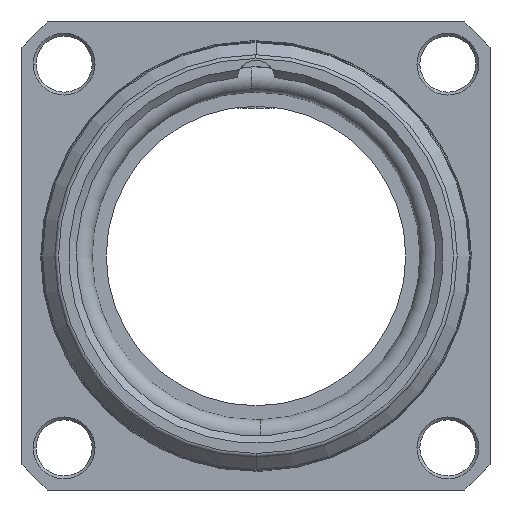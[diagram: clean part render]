
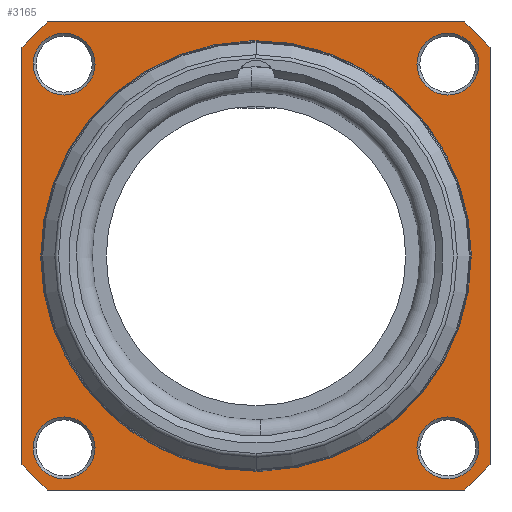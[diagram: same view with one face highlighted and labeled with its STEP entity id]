
A CAD part, front view. The second image highlights one B-rep face of the part: STEP entity #3165.
In plain terms, the highlighted planar face has unit normal (0, -1, 0).
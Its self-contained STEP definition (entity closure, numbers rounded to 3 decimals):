
#814=CARTESIAN_POINT('',(0.,10.7,0.));
#815=DIRECTION('',(0.,1.,0.));
#816=DIRECTION('',(0.,0.,-1.));
#817=AXIS2_PLACEMENT_3D('',#814,#815,#816);
#828=CARTESIAN_POINT('',(0.,10.7,0.));
#829=DIRECTION('',(0.,1.,0.));
#830=DIRECTION('',(0.,0.,1.));
#831=AXIS2_PLACEMENT_3D('',#828,#829,#830);
#837=CARTESIAN_POINT('',(0.,10.7,0.));
#838=DIRECTION('',(0.,1.,0.));
#839=DIRECTION('',(0.666,0.,0.746));
#840=AXIS2_PLACEMENT_3D('',#837,#838,#839);
#842=DIRECTION('',(0.,0.,-1.));
#843=VECTOR('',#842,22.299);
#844=CARTESIAN_POINT('',(12.5,10.7,11.15));
#845=LINE('',#844,#843);
#846=CARTESIAN_POINT('',(0.,10.7,0.));
#847=DIRECTION('',(0.,1.,0.));
#848=DIRECTION('',(0.746,0.,-0.666));
#849=AXIS2_PLACEMENT_3D('',#846,#847,#848);
#851=DIRECTION('',(-1.,0.,0.));
#852=VECTOR('',#851,22.299);
#853=CARTESIAN_POINT('',(11.15,10.7,-12.5));
#854=LINE('',#853,#852);
#855=CARTESIAN_POINT('',(0.,10.7,0.));
#856=DIRECTION('',(0.,1.,0.));
#857=DIRECTION('',(-0.666,0.,-0.746));
#858=AXIS2_PLACEMENT_3D('',#855,#856,#857);
#860=DIRECTION('',(0.,0.,1.));
#861=VECTOR('',#860,22.299);
#862=CARTESIAN_POINT('',(-12.5,10.7,-11.15));
#863=LINE('',#862,#861);
#864=CARTESIAN_POINT('',(0.,10.7,0.));
#865=DIRECTION('',(0.,1.,0.));
#866=DIRECTION('',(-0.746,0.,0.666));
#867=AXIS2_PLACEMENT_3D('',#864,#865,#866);
#869=DIRECTION('',(1.,0.,0.));
#870=VECTOR('',#869,22.299);
#871=CARTESIAN_POINT('',(-11.15,10.7,12.5));
#872=LINE('',#871,#870);
#873=CARTESIAN_POINT('',(-10.25,10.7,-10.25));
#874=DIRECTION('',(0.,1.,0.));
#875=DIRECTION('',(-1.,0.,0.));
#876=AXIS2_PLACEMENT_3D('',#873,#874,#875);
#878=CARTESIAN_POINT('',(-10.25,10.7,-10.25));
#879=DIRECTION('',(0.,1.,0.));
#880=DIRECTION('',(1.,0.,0.));
#881=AXIS2_PLACEMENT_3D('',#878,#879,#880);
#883=CARTESIAN_POINT('',(-10.25,10.7,10.25));
#884=DIRECTION('',(0.,1.,0.));
#885=DIRECTION('',(-1.,0.,0.));
#886=AXIS2_PLACEMENT_3D('',#883,#884,#885);
#888=CARTESIAN_POINT('',(-10.25,10.7,10.25));
#889=DIRECTION('',(0.,1.,0.));
#890=DIRECTION('',(1.,0.,0.));
#891=AXIS2_PLACEMENT_3D('',#888,#889,#890);
#893=CARTESIAN_POINT('',(10.25,10.7,10.25));
#894=DIRECTION('',(0.,1.,0.));
#895=DIRECTION('',(-1.,0.,0.));
#896=AXIS2_PLACEMENT_3D('',#893,#894,#895);
#898=CARTESIAN_POINT('',(10.25,10.7,10.25));
#899=DIRECTION('',(0.,1.,0.));
#900=DIRECTION('',(1.,0.,0.));
#901=AXIS2_PLACEMENT_3D('',#898,#899,#900);
#903=CARTESIAN_POINT('',(10.25,10.7,-10.25));
#904=DIRECTION('',(0.,1.,0.));
#905=DIRECTION('',(-1.,0.,0.));
#906=AXIS2_PLACEMENT_3D('',#903,#904,#905);
#908=CARTESIAN_POINT('',(10.25,10.7,-10.25));
#909=DIRECTION('',(0.,1.,0.));
#910=DIRECTION('',(1.,0.,0.));
#911=AXIS2_PLACEMENT_3D('',#908,#909,#910);
#1931=CARTESIAN_POINT('',(11.15,10.7,12.5));
#1932=CARTESIAN_POINT('',(12.5,10.7,11.15));
#1933=VERTEX_POINT('',#1931);
#1934=VERTEX_POINT('',#1932);
#1935=CARTESIAN_POINT('',(12.5,10.7,-11.15));
#1936=VERTEX_POINT('',#1935);
#1937=CARTESIAN_POINT('',(11.15,10.7,-12.5));
#1938=VERTEX_POINT('',#1937);
#1939=CARTESIAN_POINT('',(-11.15,10.7,-12.5));
#1940=VERTEX_POINT('',#1939);
#1941=CARTESIAN_POINT('',(-12.5,10.7,-11.15));
#1942=VERTEX_POINT('',#1941);
#1943=CARTESIAN_POINT('',(-12.5,10.7,11.15));
#1944=VERTEX_POINT('',#1943);
#1945=CARTESIAN_POINT('',(-11.15,10.7,12.5));
#1946=VERTEX_POINT('',#1945);
#1963=CARTESIAN_POINT('',(0.,10.7,-11.45));
#1964=CARTESIAN_POINT('',(0.,10.7,11.45));
#1965=VERTEX_POINT('',#1963);
#1966=VERTEX_POINT('',#1964);
#1975=CARTESIAN_POINT('',(-11.9,10.7,-10.25));
#1976=CARTESIAN_POINT('',(-8.6,10.7,-10.25));
#1977=VERTEX_POINT('',#1975);
#1978=VERTEX_POINT('',#1976);
#1979=CARTESIAN_POINT('',(-11.9,10.7,10.25));
#1980=CARTESIAN_POINT('',(-8.6,10.7,10.25));
#1981=VERTEX_POINT('',#1979);
#1982=VERTEX_POINT('',#1980);
#1983=CARTESIAN_POINT('',(8.6,10.7,10.25));
#1984=CARTESIAN_POINT('',(11.9,10.7,10.25));
#1985=VERTEX_POINT('',#1983);
#1986=VERTEX_POINT('',#1984);
#1987=CARTESIAN_POINT('',(8.6,10.7,-10.25));
#1988=CARTESIAN_POINT('',(11.9,10.7,-10.25));
#1989=VERTEX_POINT('',#1987);
#1990=VERTEX_POINT('',#1988);
#3114=CARTESIAN_POINT('',(0.,10.7,0.));
#3115=DIRECTION('',(0.,1.,0.));
#3116=DIRECTION('',(-1.,0.,0.));
#3117=AXIS2_PLACEMENT_3D('',#3114,#3115,#3116);
#3118=PLANE('',#3117);
#3120=ORIENTED_EDGE('',*,*,#3119,.T.);
#3122=ORIENTED_EDGE('',*,*,#3121,.T.);
#3124=ORIENTED_EDGE('',*,*,#3123,.T.);
#3126=ORIENTED_EDGE('',*,*,#3125,.T.);
#3128=ORIENTED_EDGE('',*,*,#3127,.T.);
#3130=ORIENTED_EDGE('',*,*,#3129,.T.);
#3132=ORIENTED_EDGE('',*,*,#3131,.T.);
#3134=ORIENTED_EDGE('',*,*,#3133,.T.);
#3135=EDGE_LOOP('',(#3120,#3122,#3124,#3126,#3128,#3130,#3132,#3134));
#3136=FACE_OUTER_BOUND('',#3135,.F.);
#3137=ORIENTED_EDGE('',*,*,#3094,.F.);
#3138=ORIENTED_EDGE('',*,*,#3108,.F.);
#3139=EDGE_LOOP('',(#3137,#3138));
#3140=FACE_BOUND('',#3139,.F.);
#3142=ORIENTED_EDGE('',*,*,#3141,.F.);
#3144=ORIENTED_EDGE('',*,*,#3143,.F.);
#3145=EDGE_LOOP('',(#3142,#3144));
#3146=FACE_BOUND('',#3145,.F.);
#3148=ORIENTED_EDGE('',*,*,#3147,.F.);
#3150=ORIENTED_EDGE('',*,*,#3149,.F.);
#3151=EDGE_LOOP('',(#3148,#3150));
#3152=FACE_BOUND('',#3151,.F.);
#3154=ORIENTED_EDGE('',*,*,#3153,.F.);
#3156=ORIENTED_EDGE('',*,*,#3155,.F.);
#3157=EDGE_LOOP('',(#3154,#3156));
#3158=FACE_BOUND('',#3157,.F.);
#3160=ORIENTED_EDGE('',*,*,#3159,.F.);
#3162=ORIENTED_EDGE('',*,*,#3161,.F.);
#3163=EDGE_LOOP('',(#3160,#3162));
#3164=FACE_BOUND('',#3163,.F.);
#818=CIRCLE('',#817,11.45);
#832=CIRCLE('',#831,11.45);
#841=CIRCLE('',#840,16.75);
#850=CIRCLE('',#849,16.75);
#859=CIRCLE('',#858,16.75);
#868=CIRCLE('',#867,16.75);
#877=CIRCLE('',#876,1.65);
#882=CIRCLE('',#881,1.65);
#887=CIRCLE('',#886,1.65);
#892=CIRCLE('',#891,1.65);
#897=CIRCLE('',#896,1.65);
#902=CIRCLE('',#901,1.65);
#907=CIRCLE('',#906,1.65);
#912=CIRCLE('',#911,1.65);
#3094=EDGE_CURVE('',#1965,#1966,#818,.T.);
#3108=EDGE_CURVE('',#1966,#1965,#832,.T.);
#3119=EDGE_CURVE('',#1933,#1934,#841,.T.);
#3121=EDGE_CURVE('',#1934,#1936,#845,.T.);
#3123=EDGE_CURVE('',#1936,#1938,#850,.T.);
#3125=EDGE_CURVE('',#1938,#1940,#854,.T.);
#3127=EDGE_CURVE('',#1940,#1942,#859,.T.);
#3129=EDGE_CURVE('',#1942,#1944,#863,.T.);
#3131=EDGE_CURVE('',#1944,#1946,#868,.T.);
#3133=EDGE_CURVE('',#1946,#1933,#872,.T.);
#3141=EDGE_CURVE('',#1977,#1978,#877,.T.);
#3143=EDGE_CURVE('',#1978,#1977,#882,.T.);
#3147=EDGE_CURVE('',#1981,#1982,#887,.T.);
#3149=EDGE_CURVE('',#1982,#1981,#892,.T.);
#3153=EDGE_CURVE('',#1985,#1986,#897,.T.);
#3155=EDGE_CURVE('',#1986,#1985,#902,.T.);
#3159=EDGE_CURVE('',#1989,#1990,#907,.T.);
#3161=EDGE_CURVE('',#1990,#1989,#912,.T.);
#3165=ADVANCED_FACE('',(#3136,#3140,#3146,#3152,#3158,#3164),#3118,.F.);
